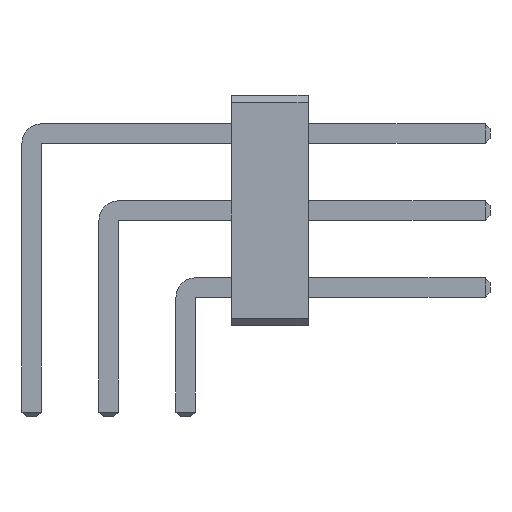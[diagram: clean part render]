
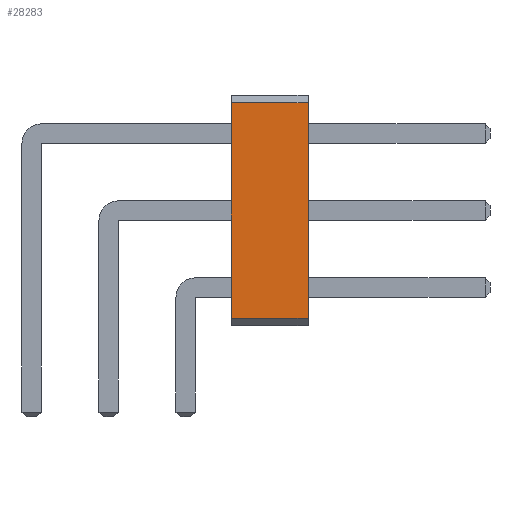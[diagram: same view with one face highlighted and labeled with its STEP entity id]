
A CAD part, front view. The second image highlights one B-rep face of the part: STEP entity #28283.
In plain terms, the highlighted planar face has unit normal (0, -1, 0).
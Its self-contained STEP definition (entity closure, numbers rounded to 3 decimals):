
#28283 = ADVANCED_FACE('',(#28284),#28318,.T.);
#28284 = FACE_BOUND('',#28285,.T.);
#28285 = EDGE_LOOP('',(#28286,#28296,#28304,#28312));
#28286 = ORIENTED_EDGE('',*,*,#28287,.T.);
#28287 = EDGE_CURVE('',#28288,#28290,#28292,.T.);
#28288 = VERTEX_POINT('',#28289);
#28289 = CARTESIAN_POINT('',(6.58,-36.83,0.254));
#28290 = VERTEX_POINT('',#28291);
#28291 = CARTESIAN_POINT('',(9.12,-36.83,0.254));
#28292 = LINE('',#28293,#28294);
#28293 = CARTESIAN_POINT('',(6.58,-36.83,0.254));
#28294 = VECTOR('',#28295,1.);
#28295 = DIRECTION('',(1.,0.,0.));
#28296 = ORIENTED_EDGE('',*,*,#28297,.T.);
#28297 = EDGE_CURVE('',#28290,#28298,#28300,.T.);
#28298 = VERTEX_POINT('',#28299);
#28299 = CARTESIAN_POINT('',(9.12,-36.83,7.366));
#28300 = LINE('',#28301,#28302);
#28301 = CARTESIAN_POINT('',(9.12,-36.83,0.254));
#28302 = VECTOR('',#28303,1.);
#28303 = DIRECTION('',(0.,0.,1.));
#28304 = ORIENTED_EDGE('',*,*,#28305,.F.);
#28305 = EDGE_CURVE('',#28306,#28298,#28308,.T.);
#28306 = VERTEX_POINT('',#28307);
#28307 = CARTESIAN_POINT('',(6.58,-36.83,7.366));
#28308 = LINE('',#28309,#28310);
#28309 = CARTESIAN_POINT('',(6.58,-36.83,7.366));
#28310 = VECTOR('',#28311,1.);
#28311 = DIRECTION('',(1.,0.,0.));
#28312 = ORIENTED_EDGE('',*,*,#28313,.F.);
#28313 = EDGE_CURVE('',#28288,#28306,#28314,.T.);
#28314 = LINE('',#28315,#28316);
#28315 = CARTESIAN_POINT('',(6.58,-36.83,0.254));
#28316 = VECTOR('',#28317,1.);
#28317 = DIRECTION('',(0.,0.,1.));
#28318 = PLANE('',#28319);
#28319 = AXIS2_PLACEMENT_3D('',#28320,#28321,#28322);
#28320 = CARTESIAN_POINT('',(6.58,-36.83,0.254));
#28321 = DIRECTION('',(0.,-1.,0.));
#28322 = DIRECTION('',(0.,0.,1.));
